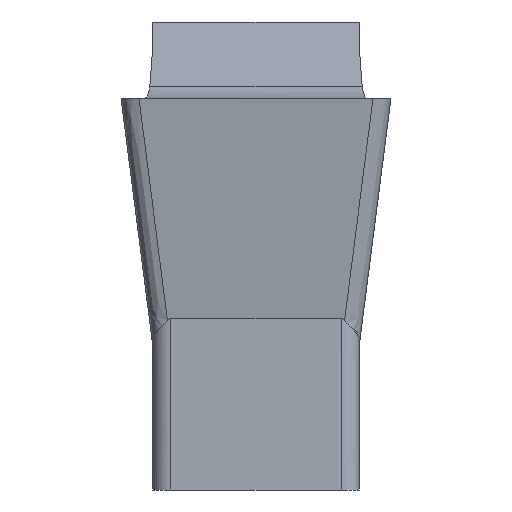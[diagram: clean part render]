
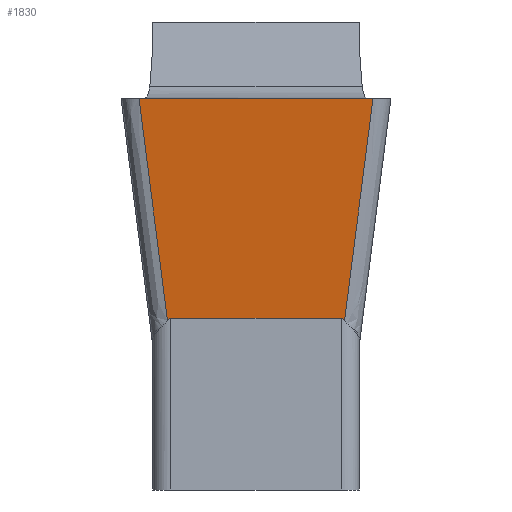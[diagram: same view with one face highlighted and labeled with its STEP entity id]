
A CAD part, front view. The second image highlights one B-rep face of the part: STEP entity #1830.
In plain terms, the highlighted planar face has unit normal (0, -0.993, -0.122).
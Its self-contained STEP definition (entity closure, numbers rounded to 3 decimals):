
#561=CARTESIAN_POINT('',(1.3,0.,0.));
#566=DIRECTION('',(-1.,0.,0.));
#567=VECTOR('',#566,2.6);
#568=CARTESIAN_POINT('',(1.3,0.,0.));
#569=LINE('',#568,#567);
#665=CARTESIAN_POINT('',(0.984,0.303,
-2.467));
#684=CARTESIAN_POINT('',(0.95,0.3,-2.443));
#685=CARTESIAN_POINT('',(0.965,0.3,-2.443));
#686=CARTESIAN_POINT('',(0.975,0.301,
-2.454));
#687=CARTESIAN_POINT('',(0.984,0.303,
-2.467));
#692=DIRECTION('',(1.,0.,0.));
#693=VECTOR('',#692,1.9);
#694=CARTESIAN_POINT('',(-0.95,0.3,-2.443));
#695=LINE('',#694,#693);
#699=DIRECTION('',(-0.126,0.121,-0.985));
#700=VECTOR('',#699,2.505);
#701=CARTESIAN_POINT('',(1.3,0.,0.));
#702=LINE('',#701,#700);
#706=DIRECTION('',(-0.126,-0.121,0.985));
#707=VECTOR('',#706,2.505);
#708=CARTESIAN_POINT('',(-0.984,0.303,
-2.467));
#709=LINE('',#708,#707);
#713=CARTESIAN_POINT('',(-0.984,0.303,
-2.467));
#714=CARTESIAN_POINT('',(-0.975,0.301,
-2.454));
#715=CARTESIAN_POINT('',(-0.965,0.3,-2.443));
#716=CARTESIAN_POINT('',(-0.95,0.3,-2.443));
#956=VERTEX_POINT('',#561);
#957=CARTESIAN_POINT('',(-1.3,0.,0.));
#958=VERTEX_POINT('',#957);
#966=VERTEX_POINT('',#665);
#967=CARTESIAN_POINT('',(0.95,0.3,-2.443));
#968=VERTEX_POINT('',#967);
#969=CARTESIAN_POINT('',(-0.95,0.3,-2.443));
#970=VERTEX_POINT('',#969);
#971=VERTEX_POINT('',#713);
#1815=CARTESIAN_POINT('',(2.3,0.215,-1.75));
#1816=DIRECTION('',(0.,-0.993,-0.122));
#1817=DIRECTION('',(0.,-0.122,0.993));
#1818=AXIS2_PLACEMENT_3D('',#1815,#1816,#1817);
#1819=PLANE('',#1818);
#1820=ORIENTED_EDGE('',*,*,#1668,.F.);
#1821=ORIENTED_EDGE('',*,*,#1742,.T.);
#1822=ORIENTED_EDGE('',*,*,#1769,.F.);
#1823=ORIENTED_EDGE('',*,*,#1794,.F.);
#1825=ORIENTED_EDGE('',*,*,#1824,.F.);
#1827=ORIENTED_EDGE('',*,*,#1826,.T.);
#1828=EDGE_LOOP('',(#1820,#1821,#1822,#1823,#1825,#1827));
#1829=FACE_OUTER_BOUND('',#1828,.F.);
#688=B_SPLINE_CURVE_WITH_KNOTS('',3,(#684,#685,#686,#687),.UNSPECIFIED.,.F.,.F.,
(4,4),(0.,1.),.UNSPECIFIED.);
#717=B_SPLINE_CURVE_WITH_KNOTS('',3,(#713,#714,#715,#716),.UNSPECIFIED.,.F.,.F.,
(4,4),(0.,1.),.UNSPECIFIED.);
#1668=EDGE_CURVE('',#956,#958,#569,.T.);
#1742=EDGE_CURVE('',#956,#966,#702,.T.);
#1769=EDGE_CURVE('',#968,#966,#688,.T.);
#1794=EDGE_CURVE('',#970,#968,#695,.T.);
#1824=EDGE_CURVE('',#971,#970,#717,.T.);
#1826=EDGE_CURVE('',#971,#958,#709,.T.);
#1830=ADVANCED_FACE('',(#1829),#1819,.T.);
